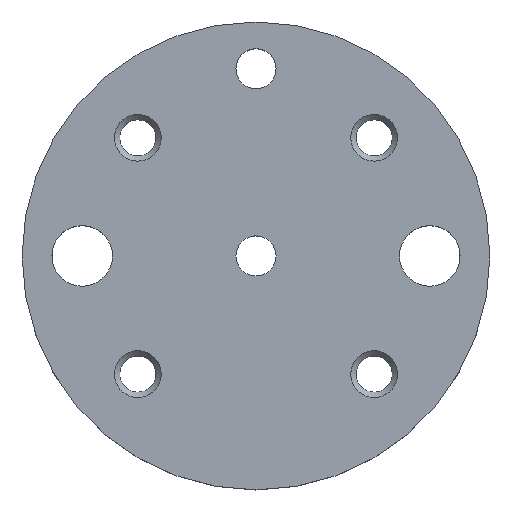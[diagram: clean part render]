
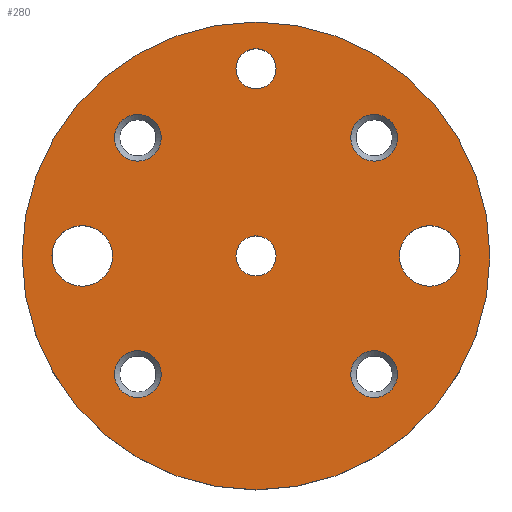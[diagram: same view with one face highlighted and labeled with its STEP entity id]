
A CAD part, top view. The second image highlights one B-rep face of the part: STEP entity #280.
In plain terms, the highlighted planar face has unit normal (0, 0, 1).
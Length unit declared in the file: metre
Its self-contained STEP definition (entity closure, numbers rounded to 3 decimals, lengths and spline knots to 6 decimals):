
#15=FACE_BOUND('',#66,.T.);
#16=FACE_BOUND('',#67,.T.);
#17=FACE_BOUND('',#68,.T.);
#18=FACE_BOUND('',#69,.T.);
#19=FACE_BOUND('',#70,.T.);
#20=FACE_BOUND('',#71,.T.);
#21=FACE_BOUND('',#72,.T.);
#22=FACE_BOUND('',#73,.T.);
#31=PLANE('',#331);
#50=FACE_OUTER_BOUND('',#65,.T.);
#65=EDGE_LOOP('',(#240));
#66=EDGE_LOOP('',(#241));
#67=EDGE_LOOP('',(#242));
#68=EDGE_LOOP('',(#243));
#69=EDGE_LOOP('',(#244));
#70=EDGE_LOOP('',(#245));
#71=EDGE_LOOP('',(#246));
#72=EDGE_LOOP('',(#247));
#73=EDGE_LOOP('',(#248));
#109=CIRCLE('',#297,0.0015);
#111=CIRCLE('',#300,0.0015);
#113=CIRCLE('',#303,0.002264);
#115=CIRCLE('',#306,0.002264);
#117=CIRCLE('',#309,0.00175);
#120=CIRCLE('',#314,0.00175);
#123=CIRCLE('',#319,0.00175);
#126=CIRCLE('',#324,0.00175);
#129=CIRCLE('',#329,0.0175);
#131=VERTEX_POINT('',#424);
#133=VERTEX_POINT('',#430);
#135=VERTEX_POINT('',#436);
#137=VERTEX_POINT('',#442);
#139=VERTEX_POINT('',#448);
#142=VERTEX_POINT('',#458);
#145=VERTEX_POINT('',#468);
#148=VERTEX_POINT('',#478);
#151=VERTEX_POINT('',#488);
#153=EDGE_CURVE('',#131,#131,#109,.T.);
#156=EDGE_CURVE('',#133,#133,#111,.T.);
#159=EDGE_CURVE('',#135,#135,#113,.T.);
#162=EDGE_CURVE('',#137,#137,#115,.T.);
#165=EDGE_CURVE('',#139,#139,#117,.T.);
#170=EDGE_CURVE('',#142,#142,#120,.T.);
#175=EDGE_CURVE('',#145,#145,#123,.T.);
#180=EDGE_CURVE('',#148,#148,#126,.T.);
#185=EDGE_CURVE('',#151,#151,#129,.T.);
#240=ORIENTED_EDGE('',*,*,#185,.T.);
#241=ORIENTED_EDGE('',*,*,#153,.T.);
#242=ORIENTED_EDGE('',*,*,#156,.T.);
#243=ORIENTED_EDGE('',*,*,#159,.T.);
#244=ORIENTED_EDGE('',*,*,#162,.T.);
#245=ORIENTED_EDGE('',*,*,#165,.T.);
#246=ORIENTED_EDGE('',*,*,#170,.T.);
#247=ORIENTED_EDGE('',*,*,#175,.T.);
#248=ORIENTED_EDGE('',*,*,#180,.T.);
#280=ADVANCED_FACE('',(#50,#15,#16,#17,#18,#19,#20,#21,#22),#31,.T.);
#297=AXIS2_PLACEMENT_3D('',#425,#337,#338);
#300=AXIS2_PLACEMENT_3D('',#431,#344,#345);
#303=AXIS2_PLACEMENT_3D('',#437,#351,#352);
#306=AXIS2_PLACEMENT_3D('',#443,#358,#359);
#309=AXIS2_PLACEMENT_3D('',#449,#365,#366);
#314=AXIS2_PLACEMENT_3D('',#459,#377,#378);
#319=AXIS2_PLACEMENT_3D('',#469,#389,#390);
#324=AXIS2_PLACEMENT_3D('',#479,#401,#402);
#329=AXIS2_PLACEMENT_3D('',#489,#413,#414);
#331=AXIS2_PLACEMENT_3D('',#493,#418,#419);
#337=DIRECTION('center_axis',(0.,0.,-1.));
#338=DIRECTION('ref_axis',(1.,0.,0.));
#344=DIRECTION('center_axis',(0.,0.,-1.));
#345=DIRECTION('ref_axis',(1.,0.,0.));
#351=DIRECTION('center_axis',(0.,0.,-1.));
#352=DIRECTION('ref_axis',(1.,0.,0.));
#358=DIRECTION('center_axis',(0.,0.,-1.));
#359=DIRECTION('ref_axis',(1.,0.,0.));
#365=DIRECTION('center_axis',(0.,0.,-1.));
#366=DIRECTION('ref_axis',(1.,0.,0.));
#377=DIRECTION('center_axis',(0.,0.,-1.));
#378=DIRECTION('ref_axis',(1.,0.,0.));
#389=DIRECTION('center_axis',(0.,0.,-1.));
#390=DIRECTION('ref_axis',(1.,0.,0.));
#401=DIRECTION('center_axis',(0.,0.,-1.));
#402=DIRECTION('ref_axis',(1.,0.,0.));
#413=DIRECTION('center_axis',(0.,0.,1.));
#414=DIRECTION('ref_axis',(1.,0.,0.));
#418=DIRECTION('center_axis',(0.,0.,1.));
#419=DIRECTION('ref_axis',(1.,0.,0.));
#424=CARTESIAN_POINT('',(-0.0015,0.,0.005));
#425=CARTESIAN_POINT('Origin',(0.,0.,0.005));
#430=CARTESIAN_POINT('',(-0.0015,0.014,0.005));
#431=CARTESIAN_POINT('Origin',(0.,0.014,0.005));
#436=CARTESIAN_POINT('',(0.010736,0.,0.005));
#437=CARTESIAN_POINT('Origin',(0.013,0.,0.005));
#442=CARTESIAN_POINT('',(-0.015264,0.,0.005));
#443=CARTESIAN_POINT('Origin',(-0.013,0.,
0.005));
#448=CARTESIAN_POINT('',(0.007089,0.008839,0.005));
#449=CARTESIAN_POINT('Origin',(0.008839,0.008839,
0.005));
#458=CARTESIAN_POINT('',(-0.010589,-0.008839,0.005));
#459=CARTESIAN_POINT('Origin',(-0.008839,-0.008839,
0.005));
#468=CARTESIAN_POINT('',(0.007089,-0.008839,0.005));
#469=CARTESIAN_POINT('Origin',(0.008839,-0.008839,
0.005));
#478=CARTESIAN_POINT('',(-0.010589,0.008839,0.005));
#479=CARTESIAN_POINT('Origin',(-0.008839,0.008839,
0.005));
#488=CARTESIAN_POINT('',(-0.0175,0.,0.005));
#489=CARTESIAN_POINT('Origin',(0.,0.,0.005));
#493=CARTESIAN_POINT('Origin',(0.,0.,0.005));
